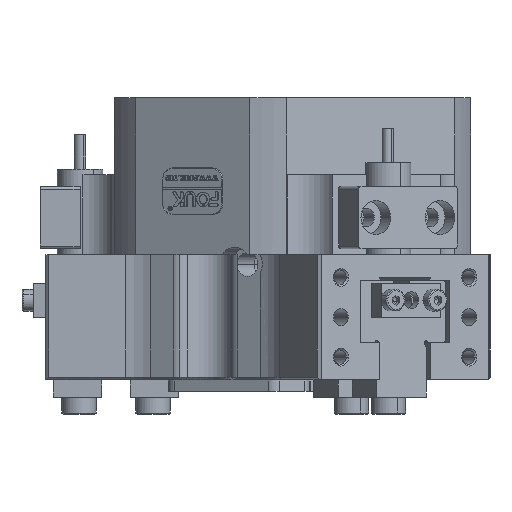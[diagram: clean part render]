
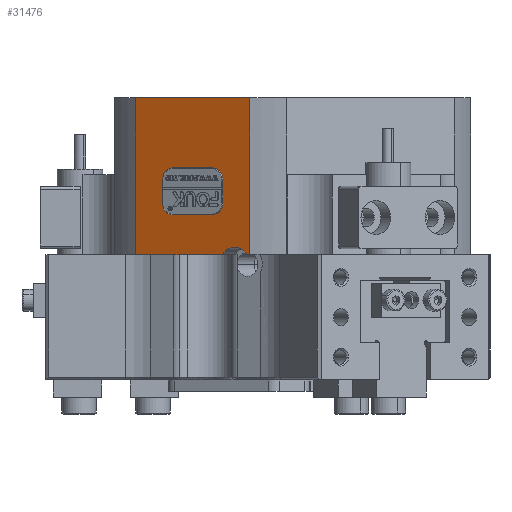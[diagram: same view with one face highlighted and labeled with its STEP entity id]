
A CAD part, front view. The second image highlights one B-rep face of the part: STEP entity #31476.
In plain terms, the highlighted planar face has unit normal (-0.5, -0.866, 0).
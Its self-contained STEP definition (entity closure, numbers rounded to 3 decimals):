
#529 = LINE ( 'NONE', #32479, #16362 ) ;
#975 = CARTESIAN_POINT ( 'NONE',  ( -19.241, -19.495, 104.642 ) ) ;
#1001 = AXIS2_PLACEMENT_3D ( 'NONE', #8987, #2381, #19024 ) ;
#1402 = CARTESIAN_POINT ( 'NONE',  ( -5.665, -27.333, 118.942 ) ) ;
#1586 = ORIENTED_EDGE ( 'NONE', *, *, #30619, .T. ) ;
#1608 = PLANE ( 'NONE',  #41131 ) ;
#1698 = CIRCLE ( 'NONE', #25486, 2. ) ;
#1770 = CARTESIAN_POINT ( 'NONE',  ( -19.241, -19.495, 100.442 ) ) ;
#1941 = CARTESIAN_POINT ( 'NONE',  ( -19.241, -19.495, 106.642 ) ) ;
#2232 = CARTESIAN_POINT ( 'NONE',  ( -10.408, -24.595, 100.442 ) ) ;
#2273 = EDGE_CURVE ( 'NONE', #27357, #18408, #39017, .T. ) ;
#2381 = DIRECTION ( 'NONE',  ( -0.5, -0.866, 0. ) ) ;
#2450 = EDGE_CURVE ( 'NONE', #5278, #37903, #31176, .T. ) ;
#2555 = CARTESIAN_POINT ( 'NONE',  ( -19.241, -19.495, 106.642 ) ) ;
#2815 = VERTEX_POINT ( 'NONE', #2555 ) ;
#4114 = LINE ( 'NONE', #13807, #18342 ) ;
#4170 = LINE ( 'NONE', #9083, #26262 ) ;
#5169 = DIRECTION ( 'NONE',  ( -0.5, -0.866, 0. ) ) ;
#5262 = CIRCLE ( 'NONE', #1001, 2. ) ;
#5278 = VERTEX_POINT ( 'NONE', #1402 ) ;
#6085 = EDGE_CURVE ( 'NONE', #42274, #2815, #40821, .T. ) ;
#6308 = ORIENTED_EDGE ( 'NONE', *, *, #33895, .F. ) ;
#6768 = EDGE_CURVE ( 'NONE', #17641, #9658, #13527, .T. ) ;
#6907 = EDGE_LOOP ( 'NONE', ( #37626, #35242, #36061, #37582, #12307, #6308, #16298, #29017 ) ) ;
#7547 = VECTOR ( 'NONE', #34649, 1000. ) ;
#7597 = CARTESIAN_POINT ( 'NONE',  ( -25.715, -15.757, 69.442 ) ) ;
#7941 = CARTESIAN_POINT ( 'NONE',  ( -5.665, -27.333, 91.442 ) ) ;
#8102 = DIRECTION ( 'NONE',  ( 0.866, -0.5, 0. ) ) ;
#8672 = CARTESIAN_POINT ( 'NONE',  ( -15.69, -21.545, 118.942 ) ) ;
#8781 = CARTESIAN_POINT ( 'NONE',  ( -6.09, -27.088, 91.442 ) ) ;
#8987 = CARTESIAN_POINT ( 'NONE',  ( -12.14, -23.595, 104.642 ) ) ;
#9083 = CARTESIAN_POINT ( 'NONE',  ( -20.973, -18.495, 104.642 ) ) ;
#9377 = CARTESIAN_POINT ( 'NONE',  ( -8.329, -25.795, 89.742 ) ) ;
#9658 = VERTEX_POINT ( 'NONE', #41933 ) ;
#10086 = AXIS2_PLACEMENT_3D ( 'NONE', #9377, #36004, #12644 ) ;
#10518 = CARTESIAN_POINT ( 'NONE',  ( -10.408, -24.595, 104.642 ) ) ;
#11023 = DIRECTION ( 'NONE',  ( -0.866, 0.5, 0. ) ) ;
#11421 = EDGE_CURVE ( 'NONE', #27943, #42274, #5262, .T. ) ;
#11469 = CARTESIAN_POINT ( 'NONE',  ( -6.09, -27.088, 91.442 ) ) ;
#11485 = VERTEX_POINT ( 'NONE', #39409 ) ;
#11559 = ORIENTED_EDGE ( 'NONE', *, *, #13671, .F. ) ;
#11984 = EDGE_CURVE ( 'NONE', #43303, #39424, #4170, .T. ) ;
#12307 = ORIENTED_EDGE ( 'NONE', *, *, #41747, .F. ) ;
#12400 = ORIENTED_EDGE ( 'NONE', *, *, #2273, .F. ) ;
#12489 = FACE_BOUND ( 'NONE', #6907, .T. ) ;
#12644 = DIRECTION ( 'NONE',  ( 0.866, -0.5, 0. ) ) ;
#12843 = CIRCLE ( 'NONE', #42470, 2. ) ;
#13527 = LINE ( 'NONE', #8781, #37148 ) ;
#13577 = AXIS2_PLACEMENT_3D ( 'NONE', #975, #27766, #17497 ) ;
#13671 = EDGE_CURVE ( 'NONE', #9658, #27357, #39255, .T. ) ;
#13807 = CARTESIAN_POINT ( 'NONE',  ( -5.665, -27.333, 69.442 ) ) ;
#16298 = ORIENTED_EDGE ( 'NONE', *, *, #11984, .F. ) ;
#16362 = VECTOR ( 'NONE', #42398, 1000. ) ;
#16859 = CARTESIAN_POINT ( 'NONE',  ( -20.973, -18.495, 100.442 ) ) ;
#17497 = DIRECTION ( 'NONE',  ( 0.866, -0.5, 0. ) ) ;
#17587 = LINE ( 'NONE', #7597, #7547 ) ;
#17641 = VERTEX_POINT ( 'NONE', #7941 ) ;
#18342 = VECTOR ( 'NONE', #40345, 1000. ) ;
#18408 = VERTEX_POINT ( 'NONE', #39640 ) ;
#18826 = DIRECTION ( 'NONE',  ( -0.866, 0.5, 0. ) ) ;
#18838 = DIRECTION ( 'NONE',  ( 0.5, 0.866, 0. ) ) ;
#18891 = CIRCLE ( 'NONE', #13577, 2. ) ;
#19024 = DIRECTION ( 'NONE',  ( -0.866, 0.5, 0. ) ) ;
#19243 = EDGE_CURVE ( 'NONE', #22091, #27943, #529, .T. ) ;
#22091 = VERTEX_POINT ( 'NONE', #2232 ) ;
#22232 = VECTOR ( 'NONE', #11023, 1000. ) ;
#22352 = ORIENTED_EDGE ( 'NONE', *, *, #42991, .T. ) ;
#24050 = CARTESIAN_POINT ( 'NONE',  ( -19.241, -19.495, 98.442 ) ) ;
#25486 = AXIS2_PLACEMENT_3D ( 'NONE', #1770, #5169, #38804 ) ;
#26262 = VECTOR ( 'NONE', #35845, 1000. ) ;
#26930 = CARTESIAN_POINT ( 'NONE',  ( -10.47, -24.559, 91.442 ) ) ;
#27357 = VERTEX_POINT ( 'NONE', #26930 ) ;
#27766 = DIRECTION ( 'NONE',  ( -0.5, -0.866, 0. ) ) ;
#27936 = ORIENTED_EDGE ( 'NONE', *, *, #2450, .T. ) ;
#27937 = VECTOR ( 'NONE', #18826, 1000. ) ;
#27943 = VERTEX_POINT ( 'NONE', #10518 ) ;
#28700 = ORIENTED_EDGE ( 'NONE', *, *, #6768, .F. ) ;
#28727 = DIRECTION ( 'NONE',  ( -0.866, 0.5, 0. ) ) ;
#28881 = DIRECTION ( 'NONE',  ( -0.866, 0.5, 0. ) ) ;
#29017 = ORIENTED_EDGE ( 'NONE', *, *, #30310, .F. ) ;
#30310 = EDGE_CURVE ( 'NONE', #2815, #43303, #18891, .T. ) ;
#30592 = CARTESIAN_POINT ( 'NONE',  ( -12.14, -23.595, 106.642 ) ) ;
#30619 = EDGE_CURVE ( 'NONE', #17641, #5278, #4114, .T. ) ;
#31176 = LINE ( 'NONE', #8672, #27937 ) ;
#31222 = DIRECTION ( 'NONE',  ( -0.5, -0.866, 0. ) ) ;
#31476 = ADVANCED_FACE ( 'NONE', ( #12489, #35631 ), #1608, .F. ) ;
#31771 = CARTESIAN_POINT ( 'NONE',  ( -12.14, -23.595, 98.442 ) ) ;
#31878 = VECTOR ( 'NONE', #34194, 1000. ) ;
#32479 = CARTESIAN_POINT ( 'NONE',  ( -10.408, -24.595, 104.642 ) ) ;
#32847 = VERTEX_POINT ( 'NONE', #31771 ) ;
#33532 = CARTESIAN_POINT ( 'NONE',  ( -25.715, -15.757, 118.942 ) ) ;
#33895 = EDGE_CURVE ( 'NONE', #39424, #11485, #1698, .T. ) ;
#34194 = DIRECTION ( 'NONE',  ( 0.866, -0.5, 0. ) ) ;
#34649 = DIRECTION ( 'NONE',  ( 0., 0., -1. ) ) ;
#35242 = ORIENTED_EDGE ( 'NONE', *, *, #11421, .F. ) ;
#35443 = CARTESIAN_POINT ( 'NONE',  ( 4.262, -33.065, 141.442 ) ) ;
#35631 = FACE_OUTER_BOUND ( 'NONE', #37467, .T. ) ;
#35845 = DIRECTION ( 'NONE',  ( 0., 0., -1. ) ) ;
#36004 = DIRECTION ( 'NONE',  ( -0.5, -0.866, 0. ) ) ;
#36061 = ORIENTED_EDGE ( 'NONE', *, *, #19243, .F. ) ;
#37148 = VECTOR ( 'NONE', #39217, 1000. ) ;
#37467 = EDGE_LOOP ( 'NONE', ( #12400, #11559, #28700, #1586, #27936, #22352 ) ) ;
#37582 = ORIENTED_EDGE ( 'NONE', *, *, #39994, .F. ) ;
#37626 = ORIENTED_EDGE ( 'NONE', *, *, #6085, .F. ) ;
#37903 = VERTEX_POINT ( 'NONE', #33532 ) ;
#38360 = CARTESIAN_POINT ( 'NONE',  ( -12.14, -23.595, 100.442 ) ) ;
#38804 = DIRECTION ( 'NONE',  ( 0.866, -0.5, 0. ) ) ;
#39017 = LINE ( 'NONE', #11469, #22232 ) ;
#39217 = DIRECTION ( 'NONE',  ( -0.866, 0.5, 0. ) ) ;
#39255 = CIRCLE ( 'NONE', #10086, 3. ) ;
#39409 = CARTESIAN_POINT ( 'NONE',  ( -19.241, -19.495, 98.442 ) ) ;
#39424 = VERTEX_POINT ( 'NONE', #16859 ) ;
#39640 = CARTESIAN_POINT ( 'NONE',  ( -25.715, -15.757, 91.442 ) ) ;
#39736 = CARTESIAN_POINT ( 'NONE',  ( -20.973, -18.495, 104.642 ) ) ;
#39779 = VECTOR ( 'NONE', #28881, 1000. ) ;
#39994 = EDGE_CURVE ( 'NONE', #32847, #22091, #12843, .T. ) ;
#40345 = DIRECTION ( 'NONE',  ( 0., 0., 1. ) ) ;
#40762 = LINE ( 'NONE', #24050, #31878 ) ;
#40821 = LINE ( 'NONE', #1941, #39779 ) ;
#41131 = AXIS2_PLACEMENT_3D ( 'NONE', #35443, #18838, #28727 ) ;
#41747 = EDGE_CURVE ( 'NONE', #11485, #32847, #40762, .T. ) ;
#41933 = CARTESIAN_POINT ( 'NONE',  ( -6.188, -27.031, 91.442 ) ) ;
#42274 = VERTEX_POINT ( 'NONE', #30592 ) ;
#42398 = DIRECTION ( 'NONE',  ( 0., 0., 1. ) ) ;
#42470 = AXIS2_PLACEMENT_3D ( 'NONE', #38360, #31222, #8102 ) ;
#42991 = EDGE_CURVE ( 'NONE', #37903, #18408, #17587, .T. ) ;
#43303 = VERTEX_POINT ( 'NONE', #39736 ) ;
